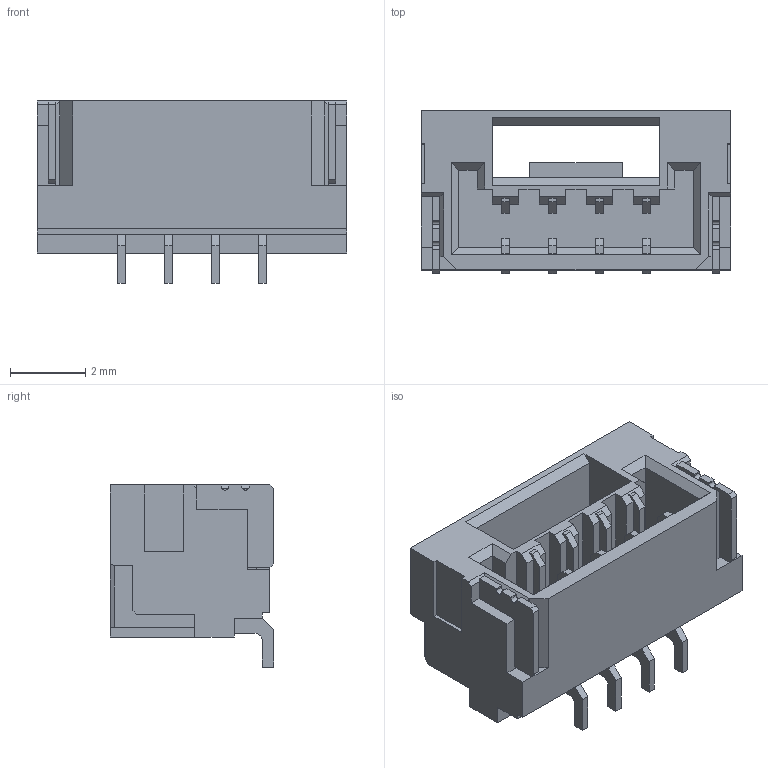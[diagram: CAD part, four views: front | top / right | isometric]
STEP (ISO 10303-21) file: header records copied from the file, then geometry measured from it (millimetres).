
FILE_DESCRIPTION (( 'STEP AP214' ), '1' );
FILE_NAME ('SM04B-GHS-TB(LF)(SN)-.STEP', '2019-03-04T01:09:19', ( '' ), ( '' ), 'SwSTEP 2.0', 'SolidWorks 2017', '' );
FILE_SCHEMA (( 'AUTOMOTIVE_DESIGN' ));
Length unit declared in the file: millimetre
Products named in the file (1): SM04B-GHS-TB(LF)(SN)-
Bounding box: 8.25 x 4.35 x 4.85 mm (x, y, z)
Volume: 86.2 mm3; surface area: 328.5 mm2
Topology: 15 solids, 15 shells, 271 faces, 705 edges, 466 vertices
Faces by surface type: plane 259, cylinder 12
Entity records: 8291 total; most frequent: CARTESIAN_POINT 1443, ORIENTED_EDGE 1410, DIRECTION 1273, EDGE_CURVE 705, LINE 681, VECTOR 681, VERTEX_POINT 466, AXIS2_PLACEMENT_3D 296
